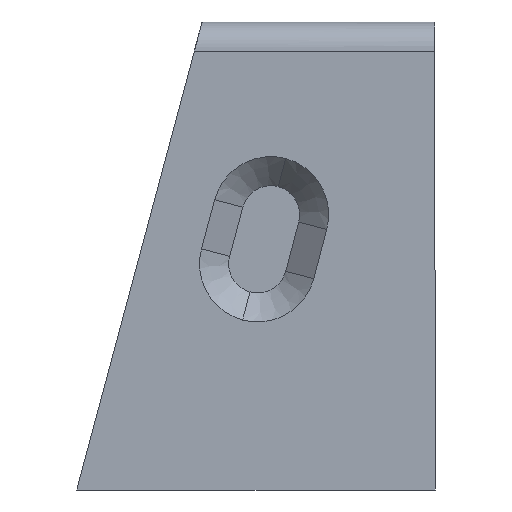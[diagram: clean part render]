
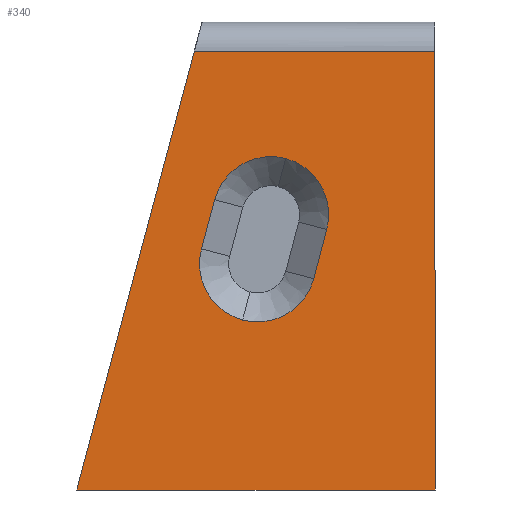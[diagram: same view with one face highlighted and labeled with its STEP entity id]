
A CAD part, front view. The second image highlights one B-rep face of the part: STEP entity #340.
In plain terms, the highlighted planar face has unit normal (0, -1, 0).
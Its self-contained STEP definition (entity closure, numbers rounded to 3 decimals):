
#21=FACE_BOUND('',#61,.T.);
#26=PLANE('',#377);
#41=FACE_OUTER_BOUND('',#60,.T.);
#60=EDGE_LOOP('',(#256,#257,#258,#259));
#61=EDGE_LOOP('',(#260,#261,#262,#263,#264,#265));
#86=LINE('',#520,#120);
#89=LINE('',#527,#123);
#90=LINE('',#530,#124);
#91=LINE('',#531,#125);
#92=LINE('',#536,#126);
#93=LINE('',#542,#127);
#120=VECTOR('',#420,10.);
#123=VECTOR('',#427,10.);
#124=VECTOR('',#430,10.);
#125=VECTOR('',#431,10.);
#126=VECTOR('',#434,10.);
#127=VECTOR('',#439,10.);
#150=CIRCLE('',#378,6.);
#151=CIRCLE('',#379,6.);
#152=CIRCLE('',#380,6.);
#153=CIRCLE('',#381,6.);
#165=VERTEX_POINT('',#517);
#166=VERTEX_POINT('',#519);
#168=VERTEX_POINT('',#525);
#169=VERTEX_POINT('',#529);
#170=VERTEX_POINT('',#532);
#171=VERTEX_POINT('',#533);
#172=VERTEX_POINT('',#535);
#173=VERTEX_POINT('',#537);
#174=VERTEX_POINT('',#539);
#175=VERTEX_POINT('',#541);
#199=EDGE_CURVE('',#165,#166,#86,.T.);
#203=EDGE_CURVE('',#168,#165,#89,.T.);
#204=EDGE_CURVE('',#169,#168,#90,.T.);
#205=EDGE_CURVE('',#169,#166,#91,.T.);
#206=EDGE_CURVE('',#170,#171,#150,.T.);
#207=EDGE_CURVE('',#172,#170,#92,.T.);
#208=EDGE_CURVE('',#173,#172,#151,.T.);
#209=EDGE_CURVE('',#174,#173,#152,.T.);
#210=EDGE_CURVE('',#175,#174,#93,.T.);
#211=EDGE_CURVE('',#171,#175,#153,.T.);
#256=ORIENTED_EDGE('',*,*,#203,.F.);
#257=ORIENTED_EDGE('',*,*,#204,.F.);
#258=ORIENTED_EDGE('',*,*,#205,.T.);
#259=ORIENTED_EDGE('',*,*,#199,.F.);
#260=ORIENTED_EDGE('',*,*,#206,.F.);
#261=ORIENTED_EDGE('',*,*,#207,.F.);
#262=ORIENTED_EDGE('',*,*,#208,.F.);
#263=ORIENTED_EDGE('',*,*,#209,.F.);
#264=ORIENTED_EDGE('',*,*,#210,.F.);
#265=ORIENTED_EDGE('',*,*,#211,.F.);
#340=ADVANCED_FACE('',(#41,#21),#26,.F.);
#377=AXIS2_PLACEMENT_3D('',#528,#428,#429);
#378=AXIS2_PLACEMENT_3D('',#534,#432,#433);
#379=AXIS2_PLACEMENT_3D('',#538,#435,#436);
#380=AXIS2_PLACEMENT_3D('',#540,#437,#438);
#381=AXIS2_PLACEMENT_3D('',#543,#440,#441);
#420=DIRECTION('',(0.001,0.,-1.));
#427=DIRECTION('',(1.,0.,0.));
#428=DIRECTION('center_axis',(0.,1.,0.));
#429=DIRECTION('ref_axis',(1.,0.,0.));
#430=DIRECTION('',(0.259,0.,0.966));
#431=DIRECTION('',(1.,0.,0.));
#432=DIRECTION('center_axis',(0.,-1.,0.));
#433=DIRECTION('ref_axis',(0.967,0.,-0.254));
#434=DIRECTION('',(0.254,0.,0.967));
#435=DIRECTION('center_axis',(0.,-1.,0.));
#436=DIRECTION('ref_axis',(-0.259,0.,-0.966));
#437=DIRECTION('center_axis',(0.,-1.,0.));
#438=DIRECTION('ref_axis',(-0.966,0.,0.259));
#439=DIRECTION('',(-0.259,0.,-0.966));
#440=DIRECTION('center_axis',(0.,-1.,0.));
#441=DIRECTION('ref_axis',(0.259,0.,0.966));
#517=CARTESIAN_POINT('',(36.945,0.,45.296));
#519=CARTESIAN_POINT('',(37.,0.,0.));
#520=CARTESIAN_POINT('',(36.941,0.,48.296));
#525=CARTESIAN_POINT('',(12.137,0.,45.296));
#527=CARTESIAN_POINT('',(15.72,0.,45.296));
#528=CARTESIAN_POINT('Origin',(18.5,0.,24.148));
#529=CARTESIAN_POINT('',(0.,0.,0.));
#530=CARTESIAN_POINT('',(0.,0.,0.));
#531=CARTESIAN_POINT('',(24.,0.,0.));
#532=CARTESIAN_POINT('',(25.8,0.,26.893));
#533=CARTESIAN_POINT('',(21.569,0.,34.208));
#534=CARTESIAN_POINT('Origin',(19.997,0.,28.418));
#535=CARTESIAN_POINT('',(24.465,0.,21.815));
#536=CARTESIAN_POINT('',(25.227,0.,24.712));
#537=CARTESIAN_POINT('',(17.116,0.,17.543));
#538=CARTESIAN_POINT('Origin',(18.662,0.,23.34));
#539=CARTESIAN_POINT('',(12.881,0.,24.889));
#540=CARTESIAN_POINT('Origin',(18.676,0.,23.336));
#541=CARTESIAN_POINT('',(14.24,0.,29.96));
#542=CARTESIAN_POINT('',(12.976,0.,25.246));
#543=CARTESIAN_POINT('Origin',(20.035,0.,28.408));
